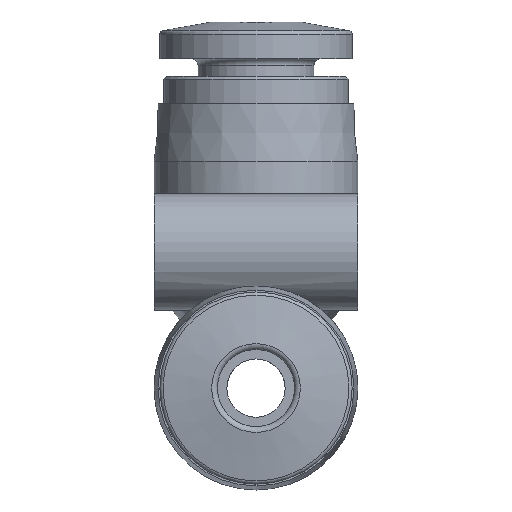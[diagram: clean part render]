
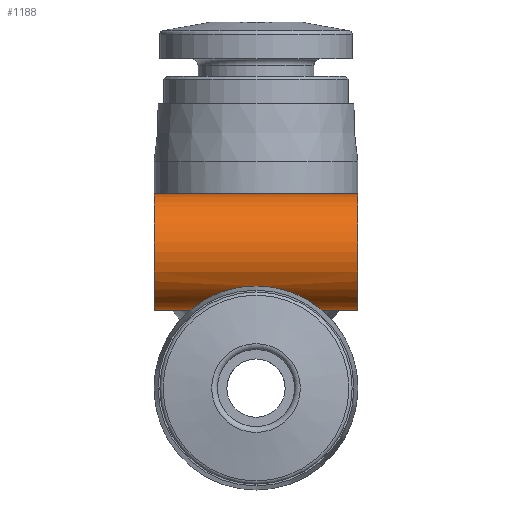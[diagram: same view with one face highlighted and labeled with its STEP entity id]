
A CAD part, left-side view. The second image highlights one B-rep face of the part: STEP entity #1188.
In plain terms, the highlighted cylindrical face has radius 3 mm (diameter 6 mm), a full revolution.
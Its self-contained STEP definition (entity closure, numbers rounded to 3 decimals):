
#59=B_SPLINE_CURVE_WITH_KNOTS('',3,(#1648,#1649,#1650,#1651,#1652,#1653,
#1654,#1655,#1656,#1657,#1658,#1659,#1660,#1661,#1662,#1663,#1664),
 .UNSPECIFIED.,.F.,.F.,(4,1,1,1,1,1,1,1,1,1,1,1,1,1,4),(0.002,
0.003,0.004,0.005,0.006,
0.007,0.008,0.01,0.012,
0.013,0.014,0.015,0.016,
0.017,0.017),.UNSPECIFIED.);
#61=B_SPLINE_CURVE_WITH_KNOTS('',3,(#1694,#1695,#1696,#1697,#1698,#1699,
#1700,#1701,#1702,#1703,#1704,#1705,#1706,#1707,#1708,#1709,#1710),
 .UNSPECIFIED.,.F.,.F.,(4,1,1,1,1,1,1,1,1,1,1,1,1,1,4),(0.012,
0.013,0.014,0.015,0.016,
0.017,0.018,0.019,0.021,
0.022,0.023,0.024,0.025,
0.026,0.027),.UNSPECIFIED.);
#192=ORIENTED_EDGE('',*,*,#297,.F.);
#193=ORIENTED_EDGE('',*,*,#298,.T.);
#194=ORIENTED_EDGE('',*,*,#242,.T.);
#195=ORIENTED_EDGE('',*,*,#250,.T.);
#242=EDGE_CURVE('',#322,#321,#59,.T.);
#250=EDGE_CURVE('',#321,#322,#61,.T.);
#297=EDGE_CURVE('',#366,#366,#427,.T.);
#298=EDGE_CURVE('',#367,#367,#428,.T.);
#321=VERTEX_POINT('',#1647);
#322=VERTEX_POINT('',#1665);
#366=VERTEX_POINT('',#1851);
#367=VERTEX_POINT('',#1853);
#427=CIRCLE('',#1311,3.);
#428=CIRCLE('',#1312,3.);
#524=EDGE_LOOP('',(#192));
#525=EDGE_LOOP('',(#193));
#526=EDGE_LOOP('',(#194,#195));
#644=FACE_BOUND('',#524,.T.);
#645=FACE_BOUND('',#525,.T.);
#646=FACE_BOUND('',#526,.T.);
#699=CYLINDRICAL_SURFACE('',#1310,3.);
#1188=ADVANCED_FACE('',(#644,#645,#646),#699,.T.);
#1310=AXIS2_PLACEMENT_3D('',#1849,#1544,#1545);
#1311=AXIS2_PLACEMENT_3D('',#1850,#1546,#1547);
#1312=AXIS2_PLACEMENT_3D('',#1852,#1548,#1549);
#1544=DIRECTION('',(0.,1.,0.));
#1545=DIRECTION('',(0.,0.,1.));
#1546=DIRECTION('',(0.,1.,0.));
#1547=DIRECTION('',(0.,0.,1.));
#1548=DIRECTION('',(0.,1.,0.));
#1549=DIRECTION('',(0.,0.,1.));
#1647=CARTESIAN_POINT('',(-4.879,1.939,4.879));
#1648=CARTESIAN_POINT('',(-4.879,-1.939,4.879));
#1649=CARTESIAN_POINT('',(-4.766,-2.222,4.991));
#1650=CARTESIAN_POINT('',(-4.496,-2.749,5.295));
#1651=CARTESIAN_POINT('',(-4.105,-3.283,6.045));
#1652=CARTESIAN_POINT('',(-3.943,-3.464,7.029));
#1653=CARTESIAN_POINT('',(-4.123,-3.262,8.007));
#1654=CARTESIAN_POINT('',(-4.524,-2.705,8.744));
#1655=CARTESIAN_POINT('',(-5.056,-1.638,9.323));
#1656=CARTESIAN_POINT('',(-5.378,-0.001,9.512));
#1657=CARTESIAN_POINT('',(-5.06,1.625,9.326));
#1658=CARTESIAN_POINT('',(-4.529,2.697,8.751));
#1659=CARTESIAN_POINT('',(-4.126,3.258,8.015));
#1660=CARTESIAN_POINT('',(-3.943,3.464,7.043));
#1661=CARTESIAN_POINT('',(-4.101,3.288,6.054));
#1662=CARTESIAN_POINT('',(-4.496,2.751,5.295));
#1663=CARTESIAN_POINT('',(-4.766,2.223,4.991));
#1664=CARTESIAN_POINT('',(-4.879,1.939,4.879));
#1665=CARTESIAN_POINT('',(-4.879,-1.939,4.879));
#1694=CARTESIAN_POINT('',(-4.879,1.939,4.879));
#1695=CARTESIAN_POINT('',(-4.992,2.225,4.765));
#1696=CARTESIAN_POINT('',(-5.294,2.75,4.496));
#1697=CARTESIAN_POINT('',(-6.053,3.287,4.102));
#1698=CARTESIAN_POINT('',(-7.035,3.464,3.943));
#1699=CARTESIAN_POINT('',(-8.015,3.259,4.126));
#1700=CARTESIAN_POINT('',(-8.75,2.698,4.528));
#1701=CARTESIAN_POINT('',(-9.326,1.627,5.06));
#1702=CARTESIAN_POINT('',(-9.512,-0.015,5.378));
#1703=CARTESIAN_POINT('',(-9.323,-1.638,5.056));
#1704=CARTESIAN_POINT('',(-8.743,-2.706,4.524));
#1705=CARTESIAN_POINT('',(-8.011,-3.259,4.125));
#1706=CARTESIAN_POINT('',(-7.038,-3.464,3.943));
#1707=CARTESIAN_POINT('',(-6.049,-3.286,4.103));
#1708=CARTESIAN_POINT('',(-5.294,-2.748,4.497));
#1709=CARTESIAN_POINT('',(-4.992,-2.225,4.765));
#1710=CARTESIAN_POINT('',(-4.879,-1.939,4.879));
#1849=CARTESIAN_POINT('',(-7.,5.25,7.));
#1850=CARTESIAN_POINT('',(-7.,5.25,7.));
#1851=CARTESIAN_POINT('',(-7.,5.25,10.));
#1852=CARTESIAN_POINT('',(-7.,-5.25,7.));
#1853=CARTESIAN_POINT('',(-7.,-5.25,10.));
